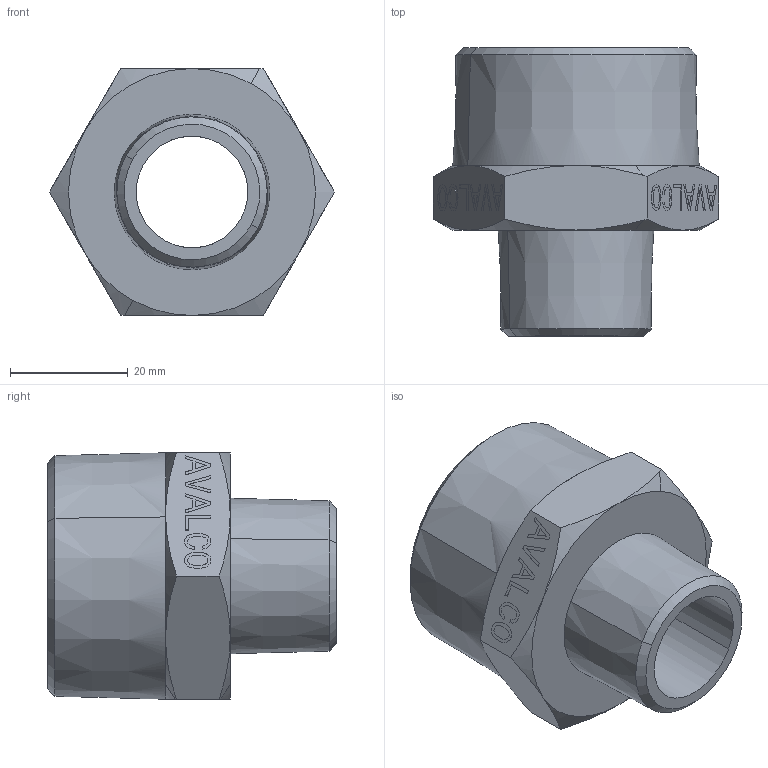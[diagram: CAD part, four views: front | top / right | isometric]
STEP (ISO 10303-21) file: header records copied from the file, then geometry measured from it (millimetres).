
FILE_DESCRIPTION(( 'RX.12.34.114.stp' ), '1');
FILE_NAME( 'RX.12.34.114.stp', '2018-10-10T11:37:27',( 'Sopra'),('sopra-pneumatic.com'), 'SwSTEP 2.0','SolidWorks 2009','' );
FILE_SCHEMA(('CONFIG_CONTROL_DESIGN'));
Length unit declared in the file: millimetre
Products named in the file (1): DS510-R34R114
Bounding box: 48.5 x 49 x 42 mm (x, y, z)
Volume: 23847.8 mm3; surface area: 11672.6 mm2
Topology: 1 solids, 1 shells, 376 faces, 1017 edges, 672 vertices
Faces by surface type: plane 346, cone 26, cylinder 4
Entity records: 11249 total; most frequent: CARTESIAN_POINT 2132, ORIENTED_EDGE 2034, DIRECTION 1569, EDGE_CURVE 1017, VECTOR 951, LINE 951, VERTEX_POINT 672, EDGE_LOOP 407
